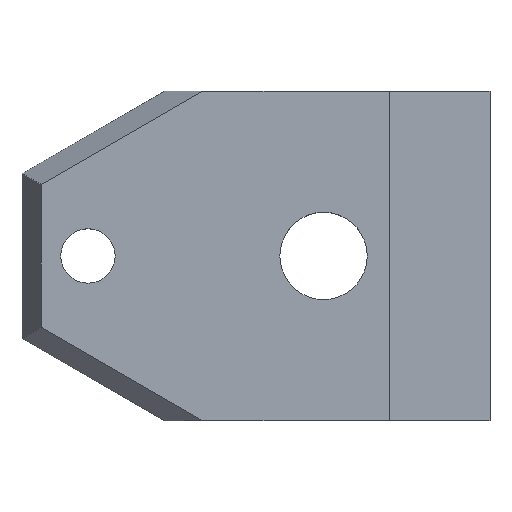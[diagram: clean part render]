
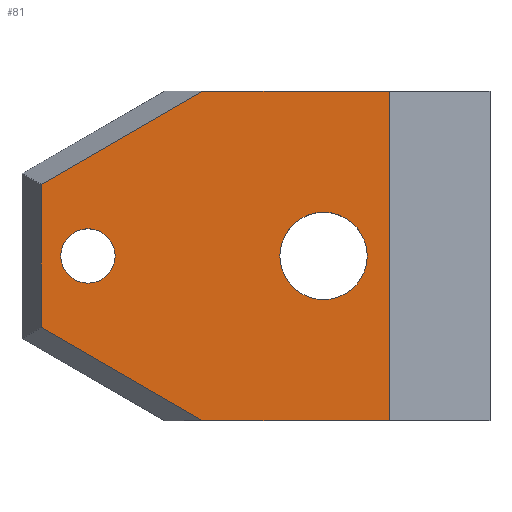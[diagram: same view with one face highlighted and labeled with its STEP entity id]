
A CAD part, top view. The second image highlights one B-rep face of the part: STEP entity #81.
In plain terms, the highlighted planar face has unit normal (0, 0, 1).
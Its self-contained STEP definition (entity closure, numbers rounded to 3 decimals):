
#8 = AXIS2_PLACEMENT_3D ( 'NONE', #250, #271, #260 ) ;
#37 = EDGE_CURVE ( 'NONE', #135, #128, #345, .T. ) ;
#49 = EDGE_CURVE ( 'NONE', #122, #133, #531, .T. ) ;
#52 = EDGE_CURVE ( 'NONE', #115, #109, #546, .T. ) ;
#53 = EDGE_CURVE ( 'NONE', #113, #108, #500, .T. ) ;
#54 = EDGE_CURVE ( 'NONE', #115, #117, #509, .T. ) ;
#55 = EDGE_CURVE ( 'NONE', #107, #113, #503, .T. ) ;
#56 = EDGE_CURVE ( 'NONE', #133, #122, #545, .T. ) ;
#57 = EDGE_CURVE ( 'NONE', #128, #135, #542, .T. ) ;
#58 = EDGE_CURVE ( 'NONE', #117, #107, #534, .T. ) ;
#59 = EDGE_CURVE ( 'NONE', #108, #109, #537, .T. ) ;
#68 = AXIS2_PLACEMENT_3D ( 'NONE', #206, #208, #211 ) ;
#71 = AXIS2_PLACEMENT_3D ( 'NONE', #203, #215, #184 ) ;
#72 = AXIS2_PLACEMENT_3D ( 'NONE', #182, #169, #178 ) ;
#73 = AXIS2_PLACEMENT_3D ( 'NONE', #216, #198, #204 ) ;
#81 = ADVANCED_FACE ( 'NONE', ( #556, #555, #560 ), #249, .F. ) ;
#107 = VERTEX_POINT ( 'NONE', #301 ) ;
#108 = VERTEX_POINT ( 'NONE', #302 ) ;
#109 = VERTEX_POINT ( 'NONE', #308 ) ;
#113 = VERTEX_POINT ( 'NONE', #303 ) ;
#115 = VERTEX_POINT ( 'NONE', #304 ) ;
#117 = VERTEX_POINT ( 'NONE', #305 ) ;
#122 = VERTEX_POINT ( 'NONE', #317 ) ;
#128 = VERTEX_POINT ( 'NONE', #321 ) ;
#133 = VERTEX_POINT ( 'NONE', #325 ) ;
#135 = VERTEX_POINT ( 'NONE', #311 ) ;
#169 = DIRECTION ( 'NONE',  ( 0., 0., 1. ) ) ;
#178 = DIRECTION ( 'NONE',  ( 1., 0., 0. ) ) ;
#182 = CARTESIAN_POINT ( 'NONE',  ( 4., 1.5, 11.5 ) ) ;
#183 = CARTESIAN_POINT ( 'NONE',  ( 9.238, -7.5, 11.5 ) ) ;
#184 = DIRECTION ( 'NONE',  ( 1., 0., 0. ) ) ;
#185 = DIRECTION ( 'NONE',  ( 0.866, -0.5, 0. ) ) ;
#193 = CARTESIAN_POINT ( 'NONE',  ( 22.3, -8.5, 11.5 ) ) ;
#195 = DIRECTION ( 'NONE',  ( -1., 0., 0. ) ) ;
#198 = DIRECTION ( 'NONE',  ( 0., 0., 1. ) ) ;
#199 = DIRECTION ( 'NONE',  ( -1., 0., 0. ) ) ;
#200 = DIRECTION ( 'NONE',  ( 0., -1., 0. ) ) ;
#202 = DIRECTION ( 'NONE',  ( -0.866, -0.5, 0. ) ) ;
#203 = CARTESIAN_POINT ( 'NONE',  ( 4., 1.5, 11.5 ) ) ;
#204 = DIRECTION ( 'NONE',  ( 1., 0., 0. ) ) ;
#205 = CARTESIAN_POINT ( 'NONE',  ( 0.577, 5.5, 11.5 ) ) ;
#206 = CARTESIAN_POINT ( 'NONE',  ( 18.3, 1.5, 11.5 ) ) ;
#207 = CARTESIAN_POINT ( 'NONE',  ( 1.155, -8.5, 11.5 ) ) ;
#208 = DIRECTION ( 'NONE',  ( 0., 0., 1. ) ) ;
#209 = CARTESIAN_POINT ( 'NONE',  ( 22.3, -8.5, 11.5 ) ) ;
#210 = DIRECTION ( 'NONE',  ( 0., 1., 0. ) ) ;
#211 = DIRECTION ( 'NONE',  ( 1., 0., 0. ) ) ;
#215 = DIRECTION ( 'NONE',  ( 0., 0., 1. ) ) ;
#216 = CARTESIAN_POINT ( 'NONE',  ( 18.3, 1.5, 11.5 ) ) ;
#218 = CARTESIAN_POINT ( 'NONE',  ( 22.3, 11.5, 11.5 ) ) ;
#249 = PLANE ( 'NONE',  #8 ) ;
#250 = CARTESIAN_POINT ( 'NONE',  ( 22.3, -8.5, 11.5 ) ) ;
#260 = DIRECTION ( 'NONE',  ( 1., 0., 0. ) ) ;
#271 = DIRECTION ( 'NONE',  ( 0., 0., -1. ) ) ;
#301 = CARTESIAN_POINT ( 'NONE',  ( 10.97, 11.5, 11.5 ) ) ;
#302 = CARTESIAN_POINT ( 'NONE',  ( 1.155, -2.833, 11.5 ) ) ;
#303 = CARTESIAN_POINT ( 'NONE',  ( 1.155, 5.833, 11.5 ) ) ;
#304 = CARTESIAN_POINT ( 'NONE',  ( 22.3, -8.5, 11.5 ) ) ;
#305 = CARTESIAN_POINT ( 'NONE',  ( 22.3, 11.5, 11.5 ) ) ;
#308 = CARTESIAN_POINT ( 'NONE',  ( 10.97, -8.5, 11.5 ) ) ;
#311 = CARTESIAN_POINT ( 'NONE',  ( 4., 3.15, 11.5 ) ) ;
#317 = CARTESIAN_POINT ( 'NONE',  ( 18.3, 4.15, 11.5 ) ) ;
#321 = CARTESIAN_POINT ( 'NONE',  ( 4., -0.15, 11.5 ) ) ;
#325 = CARTESIAN_POINT ( 'NONE',  ( 18.3, -1.15, 11.5 ) ) ;
#342 = EDGE_LOOP ( 'NONE', ( #433, #460, #396, #425, #473, #426 ) ) ;
#345 = CIRCLE ( 'NONE', #72, 1.65 ) ;
#357 = EDGE_LOOP ( 'NONE', ( #462, #430 ) ) ;
#360 = EDGE_LOOP ( 'NONE', ( #443, #480 ) ) ;
#396 = ORIENTED_EDGE ( 'NONE', *, *, #52, .F. ) ;
#425 = ORIENTED_EDGE ( 'NONE', *, *, #54, .T. ) ;
#426 = ORIENTED_EDGE ( 'NONE', *, *, #55, .T. ) ;
#430 = ORIENTED_EDGE ( 'NONE', *, *, #56, .F. ) ;
#433 = ORIENTED_EDGE ( 'NONE', *, *, #53, .T. ) ;
#443 = ORIENTED_EDGE ( 'NONE', *, *, #37, .F. ) ;
#460 = ORIENTED_EDGE ( 'NONE', *, *, #59, .T. ) ;
#462 = ORIENTED_EDGE ( 'NONE', *, *, #49, .F. ) ;
#473 = ORIENTED_EDGE ( 'NONE', *, *, #58, .T. ) ;
#480 = ORIENTED_EDGE ( 'NONE', *, *, #57, .F. ) ;
#500 = LINE ( 'NONE', #207, #521 ) ;
#501 = VECTOR ( 'NONE', #185, 1000. ) ;
#503 = LINE ( 'NONE', #205, #541 ) ;
#508 = VECTOR ( 'NONE', #199, 1000. ) ;
#509 = LINE ( 'NONE', #209, #533 ) ;
#518 = VECTOR ( 'NONE', #195, 1000. ) ;
#521 = VECTOR ( 'NONE', #200, 1000. ) ;
#531 = CIRCLE ( 'NONE', #73, 2.65 ) ;
#533 = VECTOR ( 'NONE', #210, 1000. ) ;
#534 = LINE ( 'NONE', #218, #518 ) ;
#537 = LINE ( 'NONE', #183, #501 ) ;
#541 = VECTOR ( 'NONE', #202, 1000. ) ;
#542 = CIRCLE ( 'NONE', #71, 1.65 ) ;
#545 = CIRCLE ( 'NONE', #68, 2.65 ) ;
#546 = LINE ( 'NONE', #193, #508 ) ;
#555 = FACE_BOUND ( 'NONE', #360, .T. ) ;
#556 = FACE_BOUND ( 'NONE', #357, .T. ) ;
#560 = FACE_OUTER_BOUND ( 'NONE', #342, .T. ) ;
